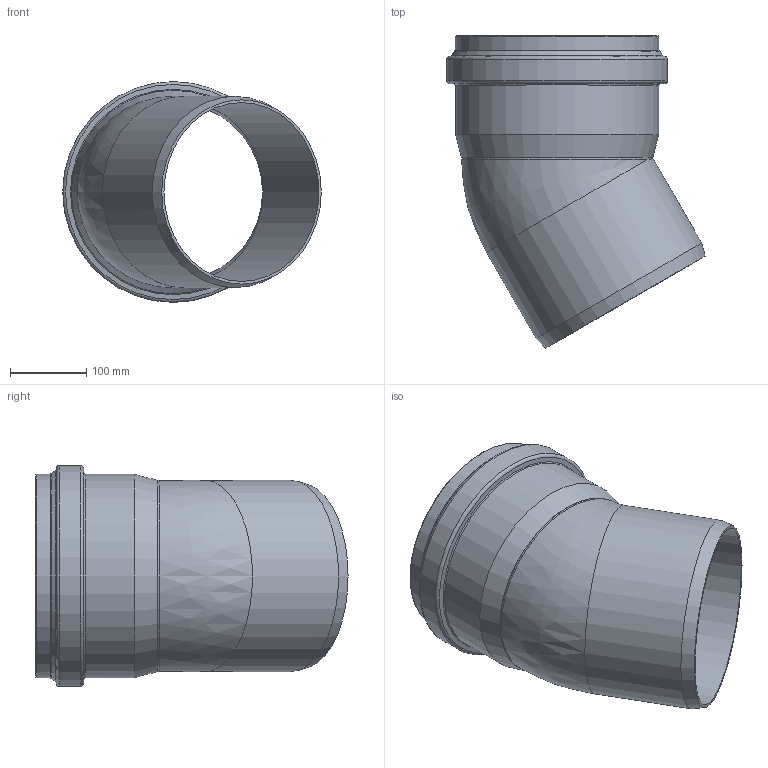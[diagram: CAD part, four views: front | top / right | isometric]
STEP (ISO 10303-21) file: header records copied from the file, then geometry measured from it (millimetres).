
FILE_DESCRIPTION(/* description */ (''),/* implementation_level */ '2;1');
FILE_NAME(/* name */ '771710z.stp',/* time_stamp */ '2026-01-20T11:52:07+01:00',/* author */ ('corinna'),/* organization */ (''),/* preprocessor_version */ 'ST-DEVELOPER v20',/* originating_system */ 'Autodesk Inventor 2024',/* authorisation */ '');
FILE_SCHEMA (('AUTOMOTIVE_DESIGN { 1 0 10303 214 3 1 1 }'));
Length unit declared in the file: millimetre
Products named in the file (1): 771710z
Bounding box: 338.44 x 408.72 x 289 mm (x, y, z)
Volume: 2333078 mm3; surface area: 620514.1 mm2
Topology: 1 solids, 1 shells, 43 faces, 114 edges, 74 vertices
Faces by surface type: torus 16, cylinder 11, cone 11, plane 3, bspline 2
Full cylindrical faces by diameter (mm): 234.3 x2, 250.3 x2, 251.7 x1, 252.1 x2, 266.1 x1, 266.5 x1, 274.6 x1, 289 x1
Entity records: 1523 total; most frequent: CARTESIAN_POINT 329, DIRECTION 286, ORIENTED_EDGE 228, AXIS2_PLACEMENT_3D 132, EDGE_CURVE 114, CIRCLE 86, VERTEX_POINT 74, EDGE_LOOP 46
